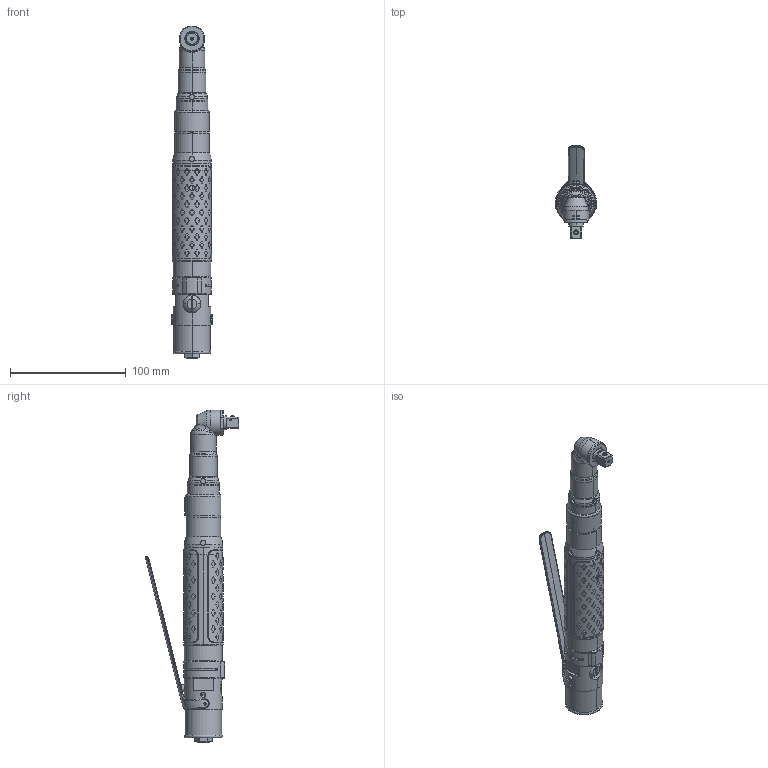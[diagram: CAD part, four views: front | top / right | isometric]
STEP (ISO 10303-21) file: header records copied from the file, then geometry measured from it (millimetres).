
FILE_DESCRIPTION((''),'2;1');
FILE_NAME('8431027820_ASM','2018-05-17T',('toocsr'),(''),'CREO PARAMETRIC BY PTC INC, 2016260','CREO PARAMETRIC BY PTC INC, 2016260','');
FILE_SCHEMA(('CONFIG_CONTROL_DESIGN','GEOMETRIC_VALIDATION_PROPERTIES_MIM'));
Length unit declared in the file: millimetre
Products named in the file (27): 4210438401; 4210288804; 4210288889_ASM; 4210288887_ASM; 4210174500; 4210174581_ASM; 4106203400; 4106203460_ASM; 4210024503; 4210024562_ASM; 4210258302; 4210258602; 4210230605; 4210438481_ASM; 4210438550_GUMMI; 4210438550_ASM; 4210438614; 4210436901; 4210385815; 4210385704; 4210386000_MED; 0108169062; 4220488000; 0516420900; 4210478280_ASM; 4210200800_AF0; 8431027820_ASM
Assembly tree (26 placements, depth 5):
  8431027820_ASM
    4210438481_ASM
      4210438401
      4210288887_ASM
        4210288889_ASM
          4210288804
      4210174581_ASM
        4210174500
      4106203460_ASM
        4106203400
      4210024562_ASM
        4210024503
      4210258302
      4210258602
      4210230605
    4210438550_ASM
      4210438550_GUMMI
    4210438614
    4210436901
    4210478280_ASM
      4210385815
      4210385704
      4210386000_MED
      0108169062
      4220488000
      0516420900
    4210200800_AF0
Bounding box: 35.58 x 80.66 x 287.1 mm (x, y, z)
Volume: 85438.5 mm3; surface area: 89097.9 mm2
Topology: 18 solids, 20 shells, 1674 faces, 4273 edges, 2751 vertices
Faces by surface type: plane 559, cone 507, cylinder 434, torus 96, bspline 68, sphere 10
Entity records: 83800 total; most frequent: CARTESIAN_POINT 23122, ORIENTED_EDGE 8514, DIRECTION 6639, PRESENTATION_STYLE_ASSIGNMENT 5475, STYLED_ITEM 5475, EDGE_CURVE 4261, CURVE_STYLE 4162, VERTEX_POINT 2751
